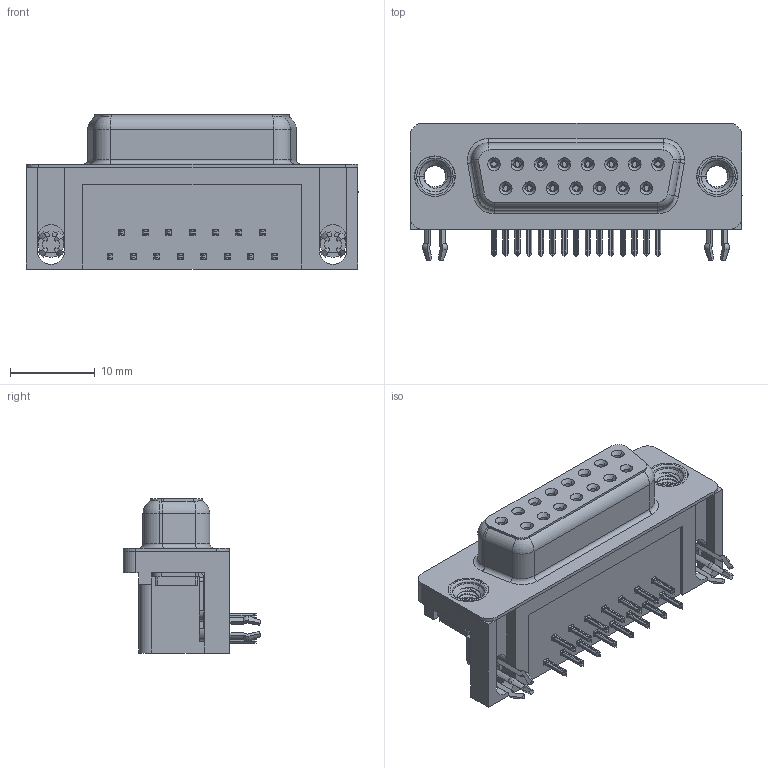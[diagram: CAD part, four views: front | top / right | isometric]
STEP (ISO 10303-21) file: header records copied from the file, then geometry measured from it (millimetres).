
FILE_DESCRIPTION (( 'STEP AP203' ), '1' );
FILE_NAME ('622-015-660-045.STEP', '2019-11-20T00:47:36', ( '' ), ( '' ), 'SwSTEP 2.0', 'SolidWorks 2016', '' );
FILE_SCHEMA (( 'CONFIG_CONTROL_DESIGN' ));
Length unit declared in the file: millimetre
Products named in the file (7): 622 Shell_15 Socket; 622-015-660-045; 622 M3 Threaded Rivet; 622 Housing_15 Socket; 622 4 Prong Board Lock; 622 Contact Top; 622 Socket Bottom
Assembly tree (21 placements, depth 2):
  622-015-660-045
    622 Housing_15 Socket
    622 Shell_15 Socket
    622 Socket Bottom  x7
    622 Contact Top  x8
    622 4 Prong Board Lock  x2
    622 M3 Threaded Rivet  x2
Bounding box: 39.22 x 16.25 x 18.2 mm (x, y, z)
Volume: 5192 mm3; surface area: 6793.7 mm2
Topology: 21 solids, 21 shells, 2547 faces, 6728 edges, 4238 vertices
Faces by surface type: plane 1116, cylinder 615, bspline 518, cone 228, torus 70
Entity records: 28216 total; most frequent: CARTESIAN_POINT 9027, ORIENTED_EDGE 3896, DIRECTION 3543, EDGE_CURVE 1948, VERTEX_POINT 1245, AXIS2_PLACEMENT_3D 1183, LINE 1177, VECTOR 1177
